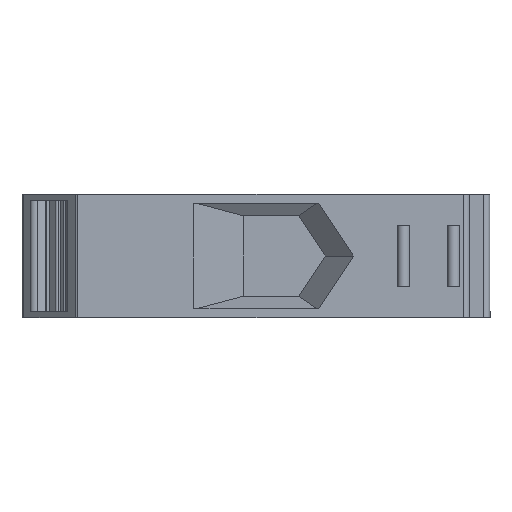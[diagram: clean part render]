
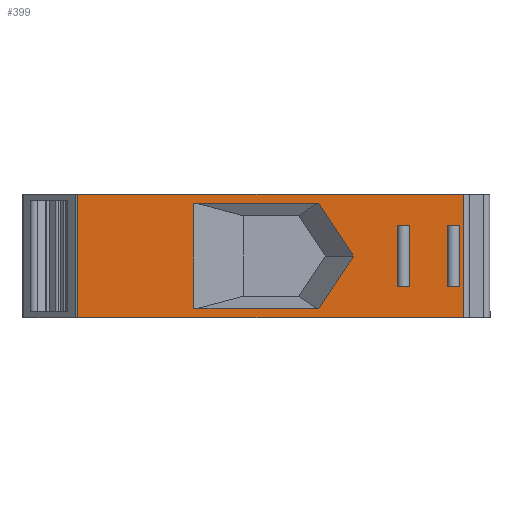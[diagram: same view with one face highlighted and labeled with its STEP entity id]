
A CAD part, left-side view. The second image highlights one B-rep face of the part: STEP entity #399.
In plain terms, the highlighted planar face has unit normal (-1, 0, 0).
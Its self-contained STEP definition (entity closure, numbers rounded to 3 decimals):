
#399=ADVANCED_FACE('',(#1463,#1465,#1467,#1469),#1471,.T.);
#1463=FACE_BOUND('',#1464,.T.);
#1464=EDGE_LOOP('',(#2301,#2302,#2303,#2304));
#1465=FACE_BOUND('',#1466,.T.);
#1466=EDGE_LOOP('',(#2305,#2306,#2307,#2308));
#1467=FACE_BOUND('',#1468,.T.);
#1468=EDGE_LOOP('',(#2309,#2310,#2311,#2312,#2313));
#1469=FACE_BOUND('',#1470,.T.);
#1470=EDGE_LOOP('',(#2314,#2315,#2316,#2317));
#1471=PLANE('',#1472);
#1472=AXIS2_PLACEMENT_3D('',#1473,#1474,#1475);
#1473=CARTESIAN_POINT('',(-10.,-19.907,-4.9));
#1474=DIRECTION('',(-1.,0.,0.));
#1475=DIRECTION('',(0.,-1.,0.));
#2301=ORIENTED_EDGE('',*,*,#2807,.F.);
#2302=ORIENTED_EDGE('',*,*,#2874,.T.);
#2303=ORIENTED_EDGE('',*,*,#2931,.T.);
#2304=ORIENTED_EDGE('',*,*,#2932,.F.);
#2305=ORIENTED_EDGE('',*,*,#2886,.T.);
#2306=ORIENTED_EDGE('',*,*,#2933,.T.);
#2307=ORIENTED_EDGE('',*,*,#2839,.T.);
#2308=ORIENTED_EDGE('',*,*,#2934,.T.);
#2309=ORIENTED_EDGE('',*,*,#2935,.F.);
#2310=ORIENTED_EDGE('',*,*,#2822,.T.);
#2311=ORIENTED_EDGE('',*,*,#2900,.T.);
#2312=ORIENTED_EDGE('',*,*,#2889,.T.);
#2313=ORIENTED_EDGE('',*,*,#2936,.F.);
#2314=ORIENTED_EDGE('',*,*,#2937,.T.);
#2315=ORIENTED_EDGE('',*,*,#2938,.T.);
#2316=ORIENTED_EDGE('',*,*,#2939,.T.);
#2317=ORIENTED_EDGE('',*,*,#2940,.T.);
#2807=EDGE_CURVE('',#3184,#3185,#3186,.T.);
#2822=EDGE_CURVE('',#3213,#3211,#3214,.T.);
#2839=EDGE_CURVE('',#3245,#3246,#3247,.T.);
#2874=EDGE_CURVE('',#3184,#3304,#3306,.T.);
#2886=EDGE_CURVE('',#3326,#3324,#3327,.T.);
#2889=EDGE_CURVE('',#3331,#3332,#3333,.T.);
#2900=EDGE_CURVE('',#3211,#3331,#3352,.T.);
#2931=EDGE_CURVE('',#3304,#3399,#3400,.T.);
#2932=EDGE_CURVE('',#3185,#3399,#3401,.T.);
#2933=EDGE_CURVE('',#3324,#3245,#3402,.T.);
#2934=EDGE_CURVE('',#3246,#3326,#3403,.T.);
#2935=EDGE_CURVE('',#3213,#3404,#3405,.T.);
#2936=EDGE_CURVE('',#3404,#3332,#3406,.T.);
#2937=EDGE_CURVE('',#3407,#3408,#3409,.T.);
#2938=EDGE_CURVE('',#3408,#3410,#3411,.T.);
#2939=EDGE_CURVE('',#3410,#3412,#3413,.T.);
#2940=EDGE_CURVE('',#3412,#3407,#3414,.T.);
#3184=VERTEX_POINT('',#3829);
#3185=VERTEX_POINT('',#3830);
#3186=LINE('',#3831,#3832);
#3211=VERTEX_POINT('',#3888);
#3213=VERTEX_POINT('',#3892);
#3214=LINE('',#3893,#3894);
#3245=VERTEX_POINT('',#3958);
#3246=VERTEX_POINT('',#3959);
#3247=LINE('',#3960,#3961);
#3304=VERTEX_POINT('',#4098);
#3306=LINE('',#4103,#4104);
#3324=VERTEX_POINT('',#4147);
#3326=VERTEX_POINT('',#4151);
#3327=LINE('',#4152,#4153);
#3331=VERTEX_POINT('',#4162);
#3332=VERTEX_POINT('',#4163);
#3333=LINE('',#4164,#4165);
#3352=LINE('',#4206,#4207);
#3399=VERTEX_POINT('',#4318);
#3400=LINE('',#4319,#4320);
#3401=LINE('',#4322,#4323);
#3402=LINE('',#4325,#4326);
#3403=LINE('',#4328,#4329);
#3404=VERTEX_POINT('',#4331);
#3405=LINE('',#4332,#4333);
#3406=LINE('',#4335,#4336);
#3407=VERTEX_POINT('',#4338);
#3408=VERTEX_POINT('',#4339);
#3409=LINE('',#4340,#4341);
#3410=VERTEX_POINT('',#4343);
#3411=LINE('',#4344,#4345);
#3412=VERTEX_POINT('',#4347);
#3413=LINE('',#4348,#4349);
#3414=LINE('',#4351,#4352);
#3829=CARTESIAN_POINT('',(-10.,-82.4,-4.9));
#3830=CARTESIAN_POINT('',(-10.,-82.4,-24.9));
#3831=CARTESIAN_POINT('',(-10.,-82.4,-4.9));
#3832=VECTOR('',#3833,1.);
#3833=DIRECTION('',(0.,0.,-1.));
#3888=CARTESIAN_POINT('',(-10.,-38.743,-6.396));
#3892=CARTESIAN_POINT('',(-10.,-38.743,-23.4));
#3893=CARTESIAN_POINT('',(-10.,-38.743,-23.4));
#3894=VECTOR('',#3895,1.);
#3895=DIRECTION('',(0.,0.,1.));
#3958=CARTESIAN_POINT('',(-10.,-81.775,-9.9));
#3959=CARTESIAN_POINT('',(-10.,-81.775,-19.9));
#3960=CARTESIAN_POINT('',(-10.,-81.775,-9.9));
#3961=VECTOR('',#3962,1.);
#3962=DIRECTION('',(0.,0.,-1.));
#4098=CARTESIAN_POINT('',(-10.,-19.907,-4.9));
#4103=CARTESIAN_POINT('',(-10.,-82.4,-4.9));
#4104=VECTOR('',#4105,1.);
#4105=DIRECTION('',(0.,1.,0.));
#4147=CARTESIAN_POINT('',(-10.,-79.775,-9.9));
#4151=CARTESIAN_POINT('',(-10.,-79.775,-19.9));
#4152=CARTESIAN_POINT('',(-10.,-79.775,-19.9));
#4153=VECTOR('',#4154,1.);
#4154=DIRECTION('',(0.,0.,1.));
#4162=CARTESIAN_POINT('',(-10.,-58.949,-6.396));
#4163=CARTESIAN_POINT('',(-10.,-64.619,-14.9));
#4164=CARTESIAN_POINT('',(-10.,-58.949,-6.396));
#4165=VECTOR('',#4166,1.);
#4166=DIRECTION('',(0.,-0.555,-0.832));
#4206=CARTESIAN_POINT('',(-10.,-38.743,-6.396));
#4207=VECTOR('',#4208,1.);
#4208=DIRECTION('',(0.,-1.,0.));
#4318=CARTESIAN_POINT('',(-10.,-19.907,-24.9));
#4319=CARTESIAN_POINT('',(-10.,-19.907,-4.9));
#4320=VECTOR('',#4321,1.);
#4321=DIRECTION('',(0.,0.,-1.));
#4322=CARTESIAN_POINT('',(-10.,-82.4,-24.9));
#4323=VECTOR('',#4324,1.);
#4324=DIRECTION('',(0.,1.,0.));
#4325=CARTESIAN_POINT('',(-10.,-79.775,-9.9));
#4326=VECTOR('',#4327,1.);
#4327=DIRECTION('',(0.,-1.,0.));
#4328=CARTESIAN_POINT('',(-10.,-81.775,-19.9));
#4329=VECTOR('',#4330,1.);
#4330=DIRECTION('',(0.,1.,0.));
#4331=CARTESIAN_POINT('',(-10.,-58.952,-23.4));
#4332=CARTESIAN_POINT('',(-10.,-38.743,-23.4));
#4333=VECTOR('',#4334,1.);
#4334=DIRECTION('',(0.,-1.,0.));
#4335=CARTESIAN_POINT('',(-10.,-58.952,-23.4));
#4336=VECTOR('',#4337,1.);
#4337=DIRECTION('',(0.,-0.555,0.832));
#4338=CARTESIAN_POINT('',(-10.,-71.675,-19.9));
#4339=CARTESIAN_POINT('',(-10.,-71.675,-9.9));
#4340=CARTESIAN_POINT('',(-10.,-71.675,-19.9));
#4341=VECTOR('',#4342,1.);
#4342=DIRECTION('',(0.,0.,1.));
#4343=CARTESIAN_POINT('',(-10.,-73.675,-9.9));
#4344=CARTESIAN_POINT('',(-10.,-71.675,-9.9));
#4345=VECTOR('',#4346,1.);
#4346=DIRECTION('',(0.,-1.,0.));
#4347=CARTESIAN_POINT('',(-10.,-73.675,-19.9));
#4348=CARTESIAN_POINT('',(-10.,-73.675,-9.9));
#4349=VECTOR('',#4350,1.);
#4350=DIRECTION('',(0.,0.,-1.));
#4351=CARTESIAN_POINT('',(-10.,-73.675,-19.9));
#4352=VECTOR('',#4353,1.);
#4353=DIRECTION('',(0.,1.,0.));
